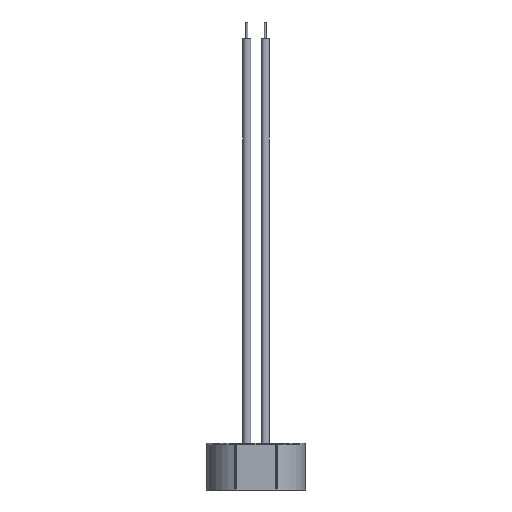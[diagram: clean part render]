
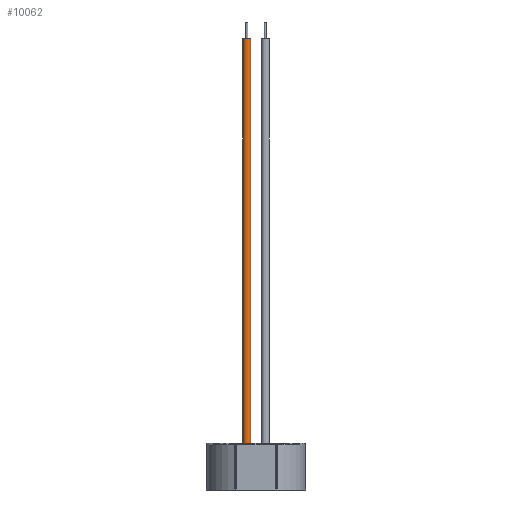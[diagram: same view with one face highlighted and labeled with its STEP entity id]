
A CAD part, front view. The second image highlights one B-rep face of the part: STEP entity #10062.
In plain terms, the highlighted cylindrical face has radius 0.991 mm (diameter 1.981 mm), a partial arc.
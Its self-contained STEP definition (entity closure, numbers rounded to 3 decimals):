
#402 = CARTESIAN_POINT ( 'NONE',  ( -1.194, -14.677, 96. ) ) ;
#4592 = CIRCLE ( 'NONE', #32960, 0.991 ) ;
#5407 = EDGE_CURVE ( 'NONE', #23746, #11553, #4592, .T. ) ;
#6405 = DIRECTION ( 'NONE',  ( 0., 0., 1. ) ) ;
#7220 = DIRECTION ( 'NONE',  ( 0., 0., -1. ) ) ;
#7748 = DIRECTION ( 'NONE',  ( -1., 0., 0. ) ) ;
#8229 = LINE ( 'NONE', #402, #20354 ) ;
#8462 = DIRECTION ( 'NONE',  ( 0., 0., 1. ) ) ;
#9881 = CARTESIAN_POINT ( 'NONE',  ( -1.194, -14.677, 96. ) ) ;
#10002 = EDGE_LOOP ( 'NONE', ( #16456, #12516, #29992, #34985 ) ) ;
#10062 = ADVANCED_FACE ( 'NONE', ( #10466 ), #12821, .T. ) ;
#10106 = DIRECTION ( 'NONE',  ( 0., 0., -1. ) ) ;
#10466 = FACE_OUTER_BOUND ( 'NONE', #10002, .T. ) ;
#11553 = VERTEX_POINT ( 'NONE', #34046 ) ;
#11572 = EDGE_CURVE ( 'NONE', #15080, #23746, #29149, .T. ) ;
#12516 = ORIENTED_EDGE ( 'NONE', *, *, #32522, .F. ) ;
#12645 = VECTOR ( 'NONE', #7220, 1000. ) ;
#12821 = CYLINDRICAL_SURFACE ( 'NONE', #16091, 0.991 ) ;
#13138 = VERTEX_POINT ( 'NONE', #9881 ) ;
#13358 = DIRECTION ( 'NONE',  ( 1., 0., 0. ) ) ;
#13723 = CARTESIAN_POINT ( 'NONE',  ( -3.175, -14.677, 96. ) ) ;
#14013 = DIRECTION ( 'NONE',  ( 0., 0., -1. ) ) ;
#14901 = CARTESIAN_POINT ( 'NONE',  ( -2.184, -14.677, 0. ) ) ;
#15080 = VERTEX_POINT ( 'NONE', #13723 ) ;
#16091 = AXIS2_PLACEMENT_3D ( 'NONE', #21505, #10106, #7748 ) ;
#16456 = ORIENTED_EDGE ( 'NONE', *, *, #29560, .F. ) ;
#17618 = DIRECTION ( 'NONE',  ( 1., 0., 0. ) ) ;
#19267 = CIRCLE ( 'NONE', #25018, 0.991 ) ;
#20354 = VECTOR ( 'NONE', #14013, 1000. ) ;
#20456 = CARTESIAN_POINT ( 'NONE',  ( -3.175, -14.677, 96. ) ) ;
#21505 = CARTESIAN_POINT ( 'NONE',  ( -2.184, -14.677, 96. ) ) ;
#23746 = VERTEX_POINT ( 'NONE', #30401 ) ;
#25018 = AXIS2_PLACEMENT_3D ( 'NONE', #30738, #8462, #13358 ) ;
#29149 = LINE ( 'NONE', #20456, #12645 ) ;
#29560 = EDGE_CURVE ( 'NONE', #13138, #11553, #8229, .T. ) ;
#29992 = ORIENTED_EDGE ( 'NONE', *, *, #11572, .T. ) ;
#30401 = CARTESIAN_POINT ( 'NONE',  ( -3.175, -14.677, 0. ) ) ;
#30738 = CARTESIAN_POINT ( 'NONE',  ( -2.184, -14.677, 96. ) ) ;
#32522 = EDGE_CURVE ( 'NONE', #15080, #13138, #19267, .T. ) ;
#32960 = AXIS2_PLACEMENT_3D ( 'NONE', #14901, #6405, #17618 ) ;
#34046 = CARTESIAN_POINT ( 'NONE',  ( -1.194, -14.677, 0. ) ) ;
#34985 = ORIENTED_EDGE ( 'NONE', *, *, #5407, .T. ) ;
